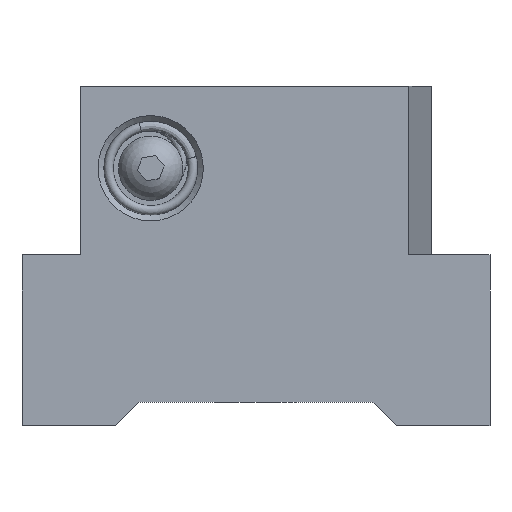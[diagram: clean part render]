
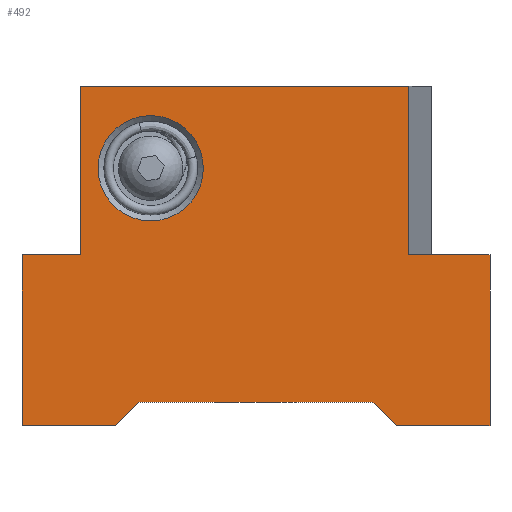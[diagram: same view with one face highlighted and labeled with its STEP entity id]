
A CAD part, front view. The second image highlights one B-rep face of the part: STEP entity #492.
In plain terms, the highlighted planar face has unit normal (0, -1, 0).
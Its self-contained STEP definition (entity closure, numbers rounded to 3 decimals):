
#492 = ADVANCED_FACE( '', ( #1095, #1096 ), #1097, .F. );
#1095 = FACE_BOUND( '', #1817, .T. );
#1096 = FACE_OUTER_BOUND( '', #1818, .T. );
#1097 = PLANE( '', #1819 );
#1817 = EDGE_LOOP( '', ( #4322 ) );
#1818 = EDGE_LOOP( '', ( #4323, #4324, #4325, #4326, #4327, #4328, #4329, #4330, #4331, #4332, #4333, #4334 ) );
#1819 = AXIS2_PLACEMENT_3D( '', #4335, #4336, #4337 );
#4322 = ORIENTED_EDGE( '', *, *, #5144, .T. );
#4323 = ORIENTED_EDGE( '', *, *, #5119, .F. );
#4324 = ORIENTED_EDGE( '', *, *, #5085, .T. );
#4325 = ORIENTED_EDGE( '', *, *, #5145, .T. );
#4326 = ORIENTED_EDGE( '', *, *, #5146, .F. );
#4327 = ORIENTED_EDGE( '', *, *, #5147, .F. );
#4328 = ORIENTED_EDGE( '', *, *, #5148, .T. );
#4329 = ORIENTED_EDGE( '', *, *, #4966, .T. );
#4330 = ORIENTED_EDGE( '', *, *, #4888, .F. );
#4331 = ORIENTED_EDGE( '', *, *, #5016, .F. );
#4332 = ORIENTED_EDGE( '', *, *, #5139, .F. );
#4333 = ORIENTED_EDGE( '', *, *, #5114, .T. );
#4334 = ORIENTED_EDGE( '', *, *, #4871, .T. );
#4335 = CARTESIAN_POINT( '', ( -20., -6.1, 14.4 ) );
#4336 = DIRECTION( '', ( 0., 1., 0. ) );
#4337 = DIRECTION( '', ( 0., 0., 1. ) );
#4871 = EDGE_CURVE( '', #5296, #5294, #5297, .T. );
#4888 = EDGE_CURVE( '', #5323, #5325, #5326, .T. );
#4966 = EDGE_CURVE( '', #5456, #5325, #5457, .T. );
#5016 = EDGE_CURVE( '', #5533, #5323, #5535, .T. );
#5085 = EDGE_CURVE( '', #5644, #5642, #5645, .T. );
#5114 = EDGE_CURVE( '', #5690, #5296, #5691, .T. );
#5119 = EDGE_CURVE( '', #5644, #5294, #5696, .T. );
#5139 = EDGE_CURVE( '', #5690, #5533, #5723, .T. );
#5144 = EDGE_CURVE( '', #5729, #5729, #5730, .T. );
#5145 = EDGE_CURVE( '', #5642, #5731, #5732, .T. );
#5146 = EDGE_CURVE( '', #5733, #5731, #5734, .T. );
#5147 = EDGE_CURVE( '', #5735, #5733, #5736, .T. );
#5148 = EDGE_CURVE( '', #5735, #5456, #5737, .T. );
#5294 = VERTEX_POINT( '', #5918 );
#5296 = VERTEX_POINT( '', #5921 );
#5297 = LINE( '', #5922, #5923 );
#5323 = VERTEX_POINT( '', #5951 );
#5325 = VERTEX_POINT( '', #5954 );
#5326 = LINE( '', #5955, #5956 );
#5456 = VERTEX_POINT( '', #6101 );
#5457 = LINE( '', #6102, #6103 );
#5533 = VERTEX_POINT( '', #6186 );
#5535 = LINE( '', #6189, #6190 );
#5642 = VERTEX_POINT( '', #6313 );
#5644 = VERTEX_POINT( '', #6316 );
#5645 = LINE( '', #6317, #6318 );
#5690 = VERTEX_POINT( '', #6369 );
#5691 = LINE( '', #6370, #6371 );
#5696 = LINE( '', #6378, #6379 );
#5723 = LINE( '', #6408, #6409 );
#5729 = VERTEX_POINT( '', #6415 );
#5730 = CIRCLE( '', #6416, 4.5 );
#5731 = VERTEX_POINT( '', #6417 );
#5732 = LINE( '', #6418, #6419 );
#5733 = VERTEX_POINT( '', #6420 );
#5734 = LINE( '', #6421, #6422 );
#5735 = VERTEX_POINT( '', #6423 );
#5736 = LINE( '', #6424, #6425 );
#5737 = LINE( '', #6426, #6427 );
#5918 = CARTESIAN_POINT( '', ( 20., -6.1, 0. ) );
#5921 = CARTESIAN_POINT( '', ( 20., -6.1, -14.6 ) );
#5922 = CARTESIAN_POINT( '', ( 20., -6.1, -14.6 ) );
#5923 = VECTOR( '', #6659, 1000. );
#5951 = CARTESIAN_POINT( '', ( -10., -6.1, -12.6 ) );
#5954 = CARTESIAN_POINT( '', ( -12., -6.1, -14.6 ) );
#5955 = CARTESIAN_POINT( '', ( -12., -6.1, -14.6 ) );
#5956 = VECTOR( '', #6687, 1000. );
#6101 = CARTESIAN_POINT( '', ( -20., -6.1, -14.6 ) );
#6102 = CARTESIAN_POINT( '', ( -20., -6.1, -14.6 ) );
#6103 = VECTOR( '', #6823, 1000. );
#6186 = CARTESIAN_POINT( '', ( 10., -6.1, -12.6 ) );
#6189 = CARTESIAN_POINT( '', ( -10., -6.1, -12.6 ) );
#6190 = VECTOR( '', #6901, 1000. );
#6313 = CARTESIAN_POINT( '', ( 13.071, -6.1, 14.4 ) );
#6316 = CARTESIAN_POINT( '', ( 13.071, -6.1, 0. ) );
#6317 = CARTESIAN_POINT( '', ( 13.071, -6.1, 0. ) );
#6318 = VECTOR( '', #7013, 1000. );
#6369 = CARTESIAN_POINT( '', ( 12., -6.1, -14.6 ) );
#6370 = CARTESIAN_POINT( '', ( -20., -6.1, -14.6 ) );
#6371 = VECTOR( '', #7053, 1000. );
#6378 = CARTESIAN_POINT( '', ( 15., -6.1, 0. ) );
#6379 = VECTOR( '', #7056, 1000. );
#6408 = CARTESIAN_POINT( '', ( 12., -6.1, -14.6 ) );
#6409 = VECTOR( '', #7077, 1000. );
#6415 = CARTESIAN_POINT( '', ( -9., -6.1, 11.9 ) );
#6416 = AXIS2_PLACEMENT_3D( '', #7081, #7082, #7083 );
#6417 = CARTESIAN_POINT( '', ( -15., -6.1, 14.4 ) );
#6418 = CARTESIAN_POINT( '', ( 20., -6.1, 14.4 ) );
#6419 = VECTOR( '', #7084, 1000. );
#6420 = CARTESIAN_POINT( '', ( -15., -6.1, 0. ) );
#6421 = CARTESIAN_POINT( '', ( -15., -6.1, 0. ) );
#6422 = VECTOR( '', #7085, 1000. );
#6423 = CARTESIAN_POINT( '', ( -20., -6.1, 0. ) );
#6424 = CARTESIAN_POINT( '', ( -20., -6.1, 0. ) );
#6425 = VECTOR( '', #7086, 1000. );
#6426 = CARTESIAN_POINT( '', ( -20., -6.1, 14.4 ) );
#6427 = VECTOR( '', #7087, 1000. );
#6659 = DIRECTION( '', ( 0., 0., 1. ) );
#6687 = DIRECTION( '', ( -0.707, 0., -0.707 ) );
#6823 = DIRECTION( '', ( 1., 0., 0. ) );
#6901 = DIRECTION( '', ( -1., 0., 0. ) );
#7013 = DIRECTION( '', ( 0., 0., 1. ) );
#7053 = DIRECTION( '', ( 1., 0., 0. ) );
#7056 = DIRECTION( '', ( 1., 0., 0. ) );
#7077 = DIRECTION( '', ( -0.707, 0., 0.707 ) );
#7081 = CARTESIAN_POINT( '', ( -9., -6.1, 7.4 ) );
#7082 = DIRECTION( '', ( 0., 1., 0. ) );
#7083 = DIRECTION( '', ( 0., 0., 1. ) );
#7084 = DIRECTION( '', ( -1., 0., 0. ) );
#7085 = DIRECTION( '', ( 0., 0., 1. ) );
#7086 = DIRECTION( '', ( 1., 0., 0. ) );
#7087 = DIRECTION( '', ( 0., 0., -1. ) );
